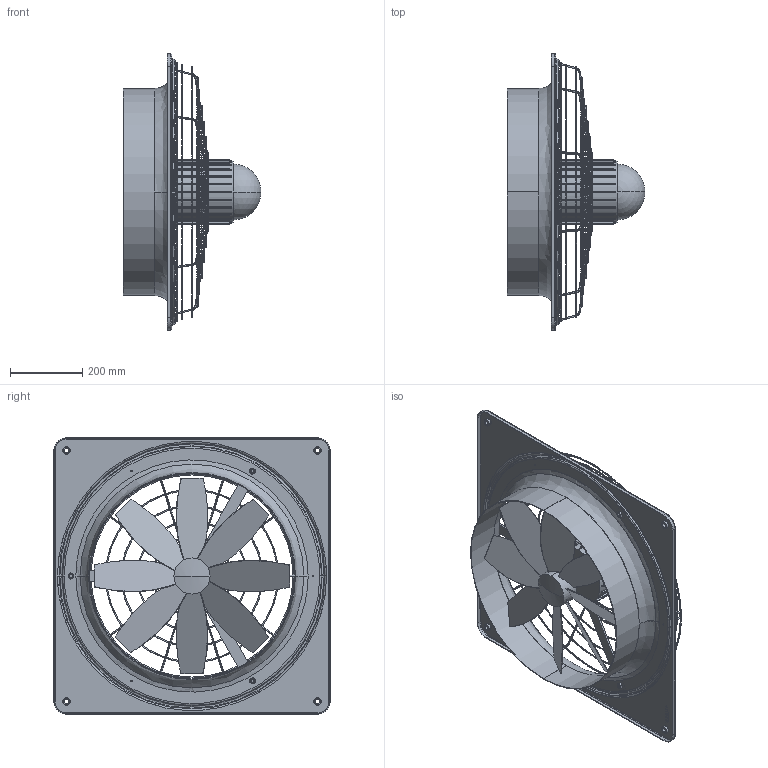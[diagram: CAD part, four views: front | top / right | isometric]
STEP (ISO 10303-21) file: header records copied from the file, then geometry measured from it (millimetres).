
FILE_DESCRIPTION (( 'STEP AP214' ), '1' );
FILE_NAME ('0083-0136.STEP', '2015-02-06T16:11:57', ( '' ), ( '' ), 'SwSTEP 2.0', 'SolidWorks 2013', '' );
FILE_SCHEMA (( 'AUTOMOTIVE_DESIGN' ));
Length unit declared in the file: millimetre
Products named in the file (1): 0083-0136
Bounding box: 382 x 765 x 765 mm (x, y, z)
Volume: 7109471.3 mm3; surface area: 1970556.9 mm2
Topology: 1 solids, 1 shells, 524 faces, 1639 edges, 1038 vertices
Faces by surface type: plane 188, cylinder 144, bspline 108, torus 48, cone 30, sphere 6
Entity records: 34573 total; most frequent: CARTESIAN_POINT 15062, ORIENTED_EDGE 3270, DIRECTION 2433, EDGE_CURVE 1635, VERTEX_POINT 1038, AXIS2_PLACEMENT_3D 949, EDGE_LOOP 649, LINE 535
